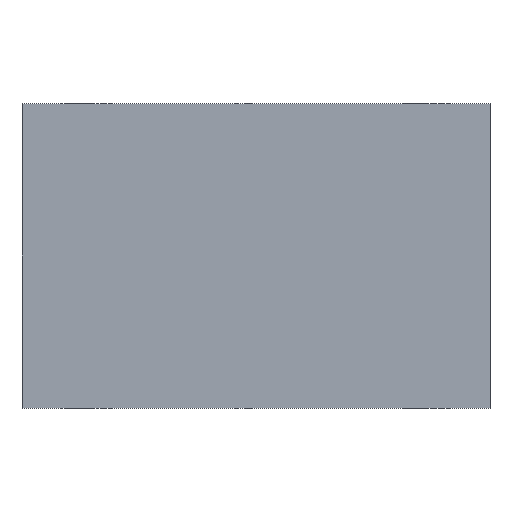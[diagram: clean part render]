
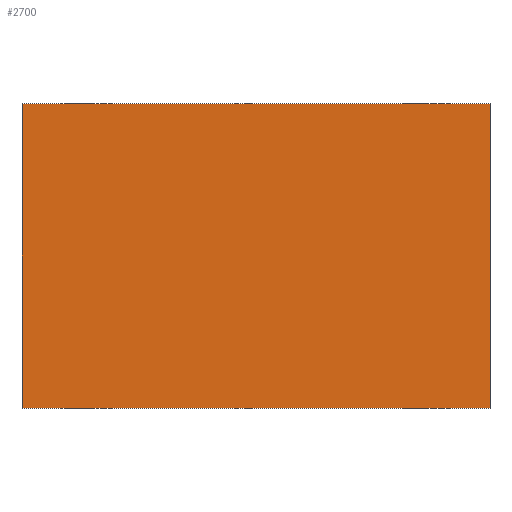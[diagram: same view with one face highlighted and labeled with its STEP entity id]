
A CAD part, front view. The second image highlights one B-rep face of the part: STEP entity #2700.
In plain terms, the highlighted planar face has unit normal (0, -1, 0).
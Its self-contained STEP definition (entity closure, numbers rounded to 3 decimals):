
#116=LINE('',#4231,#315);
#189=LINE('',#4554,#388);
#192=LINE('',#4561,#391);
#194=LINE('',#4568,#393);
#315=VECTOR('',#3300,1000.);
#388=VECTOR('',#3511,1000.);
#391=VECTOR('',#3518,1000.);
#393=VECTOR('',#3526,1000.);
#510=PLANE('',#2974);
#870=ORIENTED_EDGE('',*,*,#1574,.T.);
#871=ORIENTED_EDGE('',*,*,#1566,.F.);
#872=ORIENTED_EDGE('',*,*,#1570,.F.);
#873=ORIENTED_EDGE('',*,*,#1433,.T.);
#1433=EDGE_CURVE('',#1800,#1799,#116,.T.);
#1566=EDGE_CURVE('',#1906,#1907,#189,.T.);
#1570=EDGE_CURVE('',#1800,#1906,#192,.T.);
#1574=EDGE_CURVE('',#1799,#1907,#194,.T.);
#1799=VERTEX_POINT('',#4230);
#1800=VERTEX_POINT('',#4232);
#1906=VERTEX_POINT('',#4553);
#1907=VERTEX_POINT('',#4555);
#2205=EDGE_LOOP('',(#870,#871,#872,#873));
#2440=FACE_BOUND('',#2205,.T.);
#2700=ADVANCED_FACE('',(#2440),#510,.F.);
#2974=AXIS2_PLACEMENT_3D('',#4571,#3529,#3530);
#3300=DIRECTION('',(0.,0.,-1.));
#3511=DIRECTION('',(0.,0.,-1.));
#3518=DIRECTION('',(1.,0.,0.));
#3526=DIRECTION('',(1.,0.,0.));
#3529=DIRECTION('',(0.,1.,0.));
#3530=DIRECTION('',(0.,0.,1.));
#4230=CARTESIAN_POINT('',(-40.,0.,-26.));
#4231=CARTESIAN_POINT('',(-40.,0.,26.));
#4232=CARTESIAN_POINT('',(-40.,0.,26.));
#4553=CARTESIAN_POINT('',(40.,0.,26.));
#4554=CARTESIAN_POINT('',(40.,0.,26.));
#4555=CARTESIAN_POINT('',(40.,0.,-26.));
#4561=CARTESIAN_POINT('',(-40.,0.,26.));
#4568=CARTESIAN_POINT('',(-40.,0.,-26.));
#4571=CARTESIAN_POINT('',(-40.,0.,26.));
